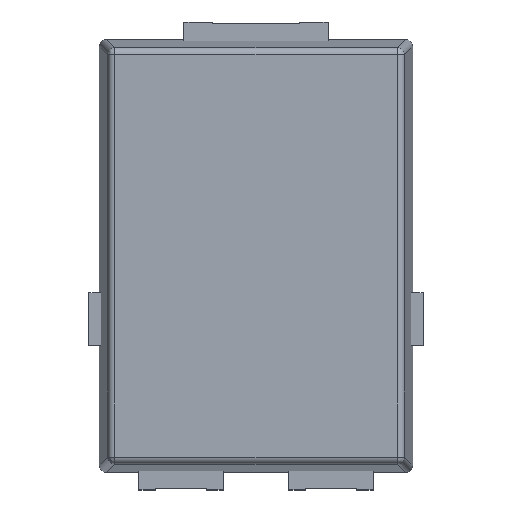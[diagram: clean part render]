
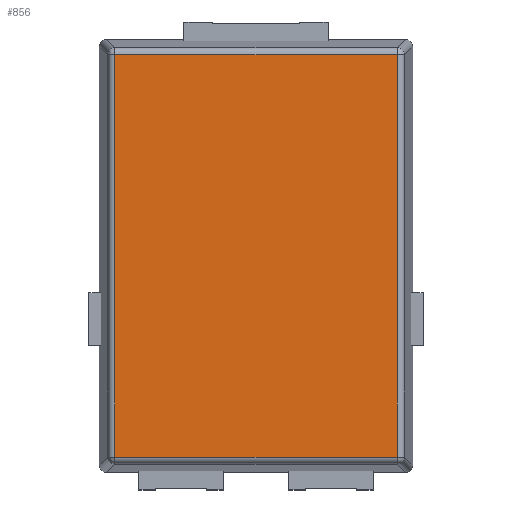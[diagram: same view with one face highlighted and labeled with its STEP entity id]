
A CAD part, top view. The second image highlights one B-rep face of the part: STEP entity #856.
In plain terms, the highlighted planar face has unit normal (0, 0, 1).
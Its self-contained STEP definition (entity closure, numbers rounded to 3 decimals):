
#856=ADVANCED_FACE('',(#1620),#1622,.T.);
#1620=FACE_BOUND('',#1621,.T.);
#1621=EDGE_LOOP('',(#2215,#2216,#2217,#2218));
#1622=PLANE('',#1623);
#1623=AXIS2_PLACEMENT_3D('',#1624,#1625,#1626);
#1624=CARTESIAN_POINT('',(0.,0.,1.2));
#1625=DIRECTION('',(0.,0.,1.));
#1626=DIRECTION('',(1.,0.,0.));
#2215=ORIENTED_EDGE('',*,*,#2500,.T.);
#2216=ORIENTED_EDGE('',*,*,#2521,.T.);
#2217=ORIENTED_EDGE('',*,*,#2518,.T.);
#2218=ORIENTED_EDGE('',*,*,#2523,.T.);
#2500=EDGE_CURVE('',#2915,#2913,#2916,.T.);
#2518=EDGE_CURVE('',#2947,#2945,#2948,.T.);
#2521=EDGE_CURVE('',#2913,#2947,#2951,.T.);
#2523=EDGE_CURVE('',#2945,#2915,#2953,.T.);
#2913=VERTEX_POINT('',#3835);
#2915=VERTEX_POINT('',#3840);
#2916=LINE('',#3841,#3842);
#2945=VERTEX_POINT('',#3909);
#2947=VERTEX_POINT('',#3914);
#2948=LINE('',#3915,#3916);
#2951=LINE('',#3926,#3927);
#2953=LINE('',#3933,#3934);
#3835=CARTESIAN_POINT('',(2.009,2.859,1.2));
#3840=CARTESIAN_POINT('',(2.009,-2.859,1.2));
#3841=CARTESIAN_POINT('',(2.009,-2.859,1.2));
#3842=VECTOR('',#3843,1.);
#3843=DIRECTION('',(0.,1.,0.));
#3909=CARTESIAN_POINT('',(-2.009,-2.859,1.2));
#3914=CARTESIAN_POINT('',(-2.009,2.859,1.2));
#3915=CARTESIAN_POINT('',(-2.009,2.859,1.2));
#3916=VECTOR('',#3917,1.);
#3917=DIRECTION('',(0.,-1.,0.));
#3926=CARTESIAN_POINT('',(2.009,2.859,1.2));
#3927=VECTOR('',#3928,1.);
#3928=DIRECTION('',(-1.,0.,0.));
#3933=CARTESIAN_POINT('',(-2.009,-2.859,1.2));
#3934=VECTOR('',#3935,1.);
#3935=DIRECTION('',(1.,0.,0.));
